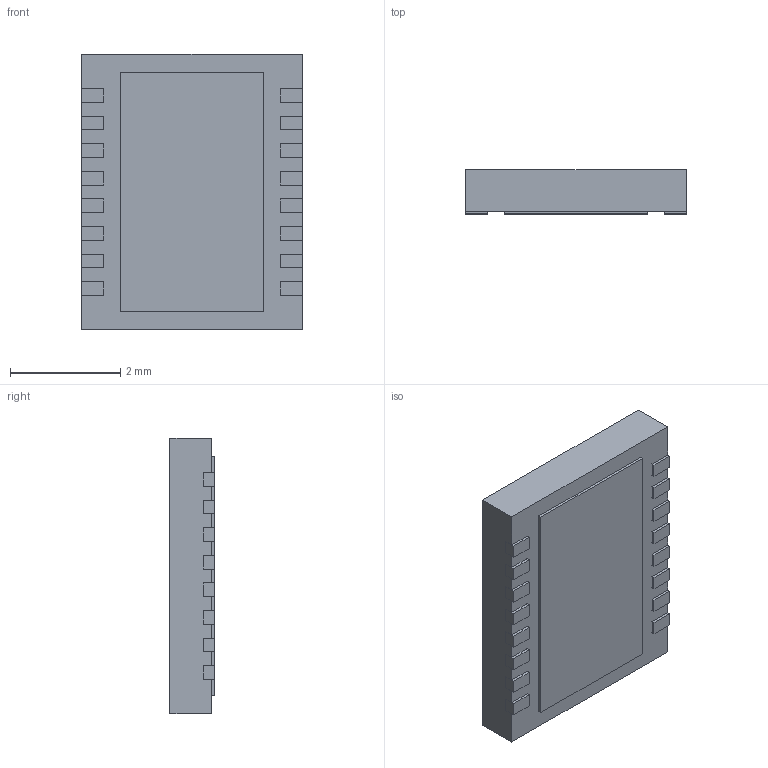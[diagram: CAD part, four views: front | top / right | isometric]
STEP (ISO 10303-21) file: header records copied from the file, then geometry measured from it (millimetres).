
FILE_DESCRIPTION (( 'STEP AP214' ), '1' );
FILE_NAME ('LTC4376HDHD#PBF.STEP', '2020-12-18T15:15:37', ( '' ), ( '' ), 'SwSTEP 2.0', 'SolidWorks 2018', '' );
FILE_SCHEMA (( 'AUTOMOTIVE_DESIGN' ));
Length unit declared in the file: millimetre
Products named in the file (1): LTC4376HDHD#PBF
Bounding box: 4 x 0.8 x 5 mm (x, y, z)
Volume: 15.6 mm3; surface area: 90.3 mm2
Topology: 18 solids, 18 shells, 177 faces, 420 edges, 280 vertices
Faces by surface type: plane 177
Entity records: 5181 total; most frequent: CARTESIAN_POINT 878, ORIENTED_EDGE 840, DIRECTION 776, EDGE_CURVE 420, LINE 420, VECTOR 420, VERTEX_POINT 280, AXIS2_PLACEMENT_3D 178
